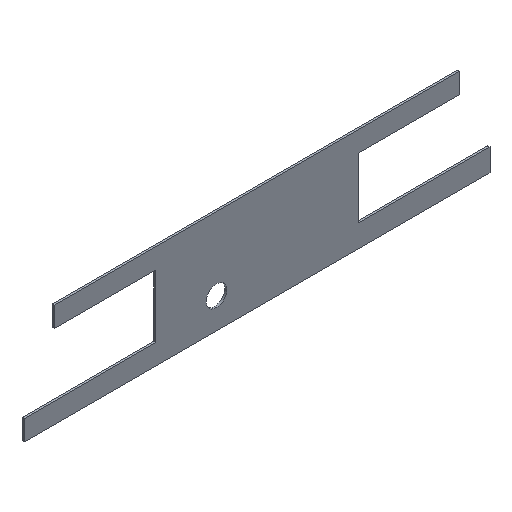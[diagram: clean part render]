
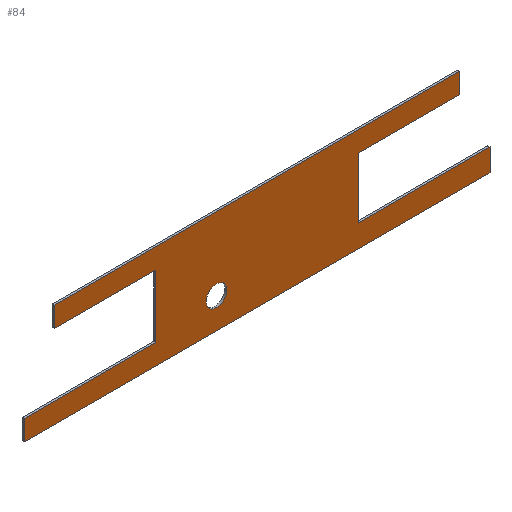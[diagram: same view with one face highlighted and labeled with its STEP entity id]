
A CAD part, isometric view. The second image highlights one B-rep face of the part: STEP entity #84.
In plain terms, the highlighted planar face has unit normal (0, -1, 0).
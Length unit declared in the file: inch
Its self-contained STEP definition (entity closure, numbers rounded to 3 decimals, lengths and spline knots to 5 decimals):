
#6 = DIRECTION ( 'NONE',  ( 0., 0., 1. ) ) ;
#8 = EDGE_CURVE ( 'NONE', #250, #192, #519, .T. ) ;
#11 = CARTESIAN_POINT ( 'NONE',  ( 5., 0., 0. ) ) ;
#19 = AXIS2_PLACEMENT_3D ( 'NONE', #461, #52, #402 ) ;
#21 = CARTESIAN_POINT ( 'NONE',  ( 0., 0., -1.54973 ) ) ;
#34 = ORIENTED_EDGE ( 'NONE', *, *, #177, .F. ) ;
#35 = VERTEX_POINT ( 'NONE', #118 ) ;
#37 = EDGE_CURVE ( 'NONE', #419, #412, #423, .T. ) ;
#43 = LINE ( 'NONE', #350, #213 ) ;
#44 = VECTOR ( 'NONE', #53, 39.37008 ) ;
#47 = EDGE_CURVE ( 'NONE', #50, #501, #74, .T. ) ;
#50 = VERTEX_POINT ( 'NONE', #54 ) ;
#52 = DIRECTION ( 'NONE',  ( 0., 1., 0. ) ) ;
#53 = DIRECTION ( 'NONE',  ( 0., 0., 1. ) ) ;
#54 = CARTESIAN_POINT ( 'NONE',  ( -2., 0., -1.55864 ) ) ;
#58 = EDGE_CURVE ( 'NONE', #370, #331, #480, .T. ) ;
#61 = DIRECTION ( 'NONE',  ( 1., 0., 0. ) ) ;
#68 = LINE ( 'NONE', #528, #156 ) ;
#74 = CIRCLE ( 'NONE', #513, 0.50891 ) ;
#78 = DIRECTION ( 'NONE',  ( -1., 0., 0. ) ) ;
#84 = ADVANCED_FACE ( 'NONE', ( #538, #202 ), #509, .F. ) ;
#88 = DIRECTION ( 'NONE',  ( -1., 0., 0. ) ) ;
#100 = VERTEX_POINT ( 'NONE', #397 ) ;
#101 = LINE ( 'NONE', #11, #499 ) ;
#105 = EDGE_CURVE ( 'NONE', #419, #171, #548, .T. ) ;
#106 = VERTEX_POINT ( 'NONE', #521 ) ;
#118 = CARTESIAN_POINT ( 'NONE',  ( 5., 0., -1.4375 ) ) ;
#129 = DIRECTION ( 'NONE',  ( 0., 0., -1. ) ) ;
#134 = ORIENTED_EDGE ( 'NONE', *, *, #148, .T. ) ;
#141 = ORIENTED_EDGE ( 'NONE', *, *, #523, .F. ) ;
#146 = DIRECTION ( 'NONE',  ( 0., 0., 1. ) ) ;
#148 = EDGE_CURVE ( 'NONE', #304, #106, #429, .T. ) ;
#156 = VECTOR ( 'NONE', #364, 39.37008 ) ;
#157 = EDGE_LOOP ( 'NONE', ( #160, #464 ) ) ;
#160 = ORIENTED_EDGE ( 'NONE', *, *, #189, .T. ) ;
#163 = VECTOR ( 'NONE', #466, 39.37008 ) ;
#171 = VERTEX_POINT ( 'NONE', #475 ) ;
#176 = DIRECTION ( 'NONE',  ( 0., 1., 0. ) ) ;
#177 = EDGE_CURVE ( 'NONE', #192, #100, #208, .T. ) ;
#185 = ORIENTED_EDGE ( 'NONE', *, *, #58, .T. ) ;
#188 = CARTESIAN_POINT ( 'NONE',  ( 10., 0., 2.54973 ) ) ;
#189 = EDGE_CURVE ( 'NONE', #501, #50, #407, .T. ) ;
#192 = VERTEX_POINT ( 'NONE', #307 ) ;
#202 = FACE_OUTER_BOUND ( 'NONE', #289, .T. ) ;
#204 = CARTESIAN_POINT ( 'NONE',  ( 11.5, 0., 0. ) ) ;
#208 = LINE ( 'NONE', #21, #391 ) ;
#213 = VECTOR ( 'NONE', #252, 39.37008 ) ;
#215 = DIRECTION ( 'NONE',  ( -1., 0., 0. ) ) ;
#217 = EDGE_CURVE ( 'NONE', #417, #35, #101, .T. ) ;
#220 = CARTESIAN_POINT ( 'NONE',  ( -11.5, 0., 0. ) ) ;
#221 = CARTESIAN_POINT ( 'NONE',  ( 0., 0., 1.54973 ) ) ;
#230 = CARTESIAN_POINT ( 'NONE',  ( 10., 0., 0. ) ) ;
#231 = CARTESIAN_POINT ( 'NONE',  ( -11.5, 0., -2.54973 ) ) ;
#246 = EDGE_CURVE ( 'NONE', #106, #35, #500, .T. ) ;
#250 = VERTEX_POINT ( 'NONE', #231 ) ;
#252 = DIRECTION ( 'NONE',  ( 0., 0., -1. ) ) ;
#254 = CARTESIAN_POINT ( 'NONE',  ( -2., 0., -0.54082 ) ) ;
#255 = LINE ( 'NONE', #449, #261 ) ;
#261 = VECTOR ( 'NONE', #215, 39.37008 ) ;
#272 = DIRECTION ( 'NONE',  ( 0., 1., 0. ) ) ;
#282 = ORIENTED_EDGE ( 'NONE', *, *, #37, .F. ) ;
#285 = CARTESIAN_POINT ( 'NONE',  ( 0., 0., 0. ) ) ;
#289 = EDGE_LOOP ( 'NONE', ( #478, #34, #366, #141, #134, #496, #495, #372, #282, #434, #318, #185 ) ) ;
#296 = CARTESIAN_POINT ( 'NONE',  ( 11.5, 0., -2.54973 ) ) ;
#297 = DIRECTION ( 'NONE',  ( 0., 0., -1. ) ) ;
#304 = VERTEX_POINT ( 'NONE', #296 ) ;
#307 = CARTESIAN_POINT ( 'NONE',  ( -11.5, 0., -1.54973 ) ) ;
#310 = CARTESIAN_POINT ( 'NONE',  ( 0., 0., 2.54973 ) ) ;
#311 = EDGE_CURVE ( 'NONE', #331, #100, #68, .T. ) ;
#318 = ORIENTED_EDGE ( 'NONE', *, *, #389, .T. ) ;
#323 = CARTESIAN_POINT ( 'NONE',  ( 0., 0., 1.54973 ) ) ;
#331 = VERTEX_POINT ( 'NONE', #479 ) ;
#340 = VECTOR ( 'NONE', #129, 39.37008 ) ;
#342 = VECTOR ( 'NONE', #146, 39.37008 ) ;
#350 = CARTESIAN_POINT ( 'NONE',  ( -10., 0., 0. ) ) ;
#356 = CARTESIAN_POINT ( 'NONE',  ( 5., 0., 1.54973 ) ) ;
#357 = VECTOR ( 'NONE', #78, 39.37008 ) ;
#364 = DIRECTION ( 'NONE',  ( 0., 0., -1. ) ) ;
#366 = ORIENTED_EDGE ( 'NONE', *, *, #8, .F. ) ;
#370 = VERTEX_POINT ( 'NONE', #491 ) ;
#372 = ORIENTED_EDGE ( 'NONE', *, *, #430, .F. ) ;
#374 = DIRECTION ( 'NONE',  ( 1., 0., 0. ) ) ;
#389 = EDGE_CURVE ( 'NONE', #171, #370, #43, .T. ) ;
#391 = VECTOR ( 'NONE', #61, 39.37008 ) ;
#396 = CARTESIAN_POINT ( 'NONE',  ( -2., 0., -1.04973 ) ) ;
#397 = CARTESIAN_POINT ( 'NONE',  ( -5., 0., -1.54973 ) ) ;
#398 = CARTESIAN_POINT ( 'NONE',  ( 10., 0., 1.54973 ) ) ;
#402 = DIRECTION ( 'NONE',  ( 0., 0., 1. ) ) ;
#407 = CIRCLE ( 'NONE', #19, 0.50891 ) ;
#412 = VERTEX_POINT ( 'NONE', #398 ) ;
#417 = VERTEX_POINT ( 'NONE', #356 ) ;
#419 = VERTEX_POINT ( 'NONE', #188 ) ;
#423 = LINE ( 'NONE', #230, #340 ) ;
#424 = VECTOR ( 'NONE', #374, 39.37008 ) ;
#429 = LINE ( 'NONE', #204, #342 ) ;
#430 = EDGE_CURVE ( 'NONE', #412, #417, #533, .T. ) ;
#434 = ORIENTED_EDGE ( 'NONE', *, *, #105, .T. ) ;
#439 = AXIS2_PLACEMENT_3D ( 'NONE', #285, #176, #6 ) ;
#449 = CARTESIAN_POINT ( 'NONE',  ( 0., 0., -2.54973 ) ) ;
#455 = CARTESIAN_POINT ( 'NONE',  ( 0., 0., -1.4375 ) ) ;
#461 = CARTESIAN_POINT ( 'NONE',  ( -2., 0., -1.04973 ) ) ;
#464 = ORIENTED_EDGE ( 'NONE', *, *, #47, .T. ) ;
#466 = DIRECTION ( 'NONE',  ( -1., 0., 0. ) ) ;
#467 = VECTOR ( 'NONE', #88, 39.37008 ) ;
#475 = CARTESIAN_POINT ( 'NONE',  ( -10., 0., 2.54973 ) ) ;
#478 = ORIENTED_EDGE ( 'NONE', *, *, #311, .T. ) ;
#479 = CARTESIAN_POINT ( 'NONE',  ( -5., 0., 1.54973 ) ) ;
#480 = LINE ( 'NONE', #221, #424 ) ;
#491 = CARTESIAN_POINT ( 'NONE',  ( -10., 0., 1.54973 ) ) ;
#495 = ORIENTED_EDGE ( 'NONE', *, *, #217, .F. ) ;
#496 = ORIENTED_EDGE ( 'NONE', *, *, #246, .T. ) ;
#499 = VECTOR ( 'NONE', #297, 39.37008 ) ;
#500 = LINE ( 'NONE', #455, #163 ) ;
#501 = VERTEX_POINT ( 'NONE', #254 ) ;
#509 = PLANE ( 'NONE',  #439 ) ;
#513 = AXIS2_PLACEMENT_3D ( 'NONE', #396, #272, #536 ) ;
#519 = LINE ( 'NONE', #220, #44 ) ;
#521 = CARTESIAN_POINT ( 'NONE',  ( 11.5, 0., -1.4375 ) ) ;
#523 = EDGE_CURVE ( 'NONE', #304, #250, #255, .T. ) ;
#528 = CARTESIAN_POINT ( 'NONE',  ( -5., 0., 0. ) ) ;
#533 = LINE ( 'NONE', #323, #467 ) ;
#536 = DIRECTION ( 'NONE',  ( 0., 0., 1. ) ) ;
#538 = FACE_BOUND ( 'NONE', #157, .T. ) ;
#548 = LINE ( 'NONE', #310, #357 ) ;
